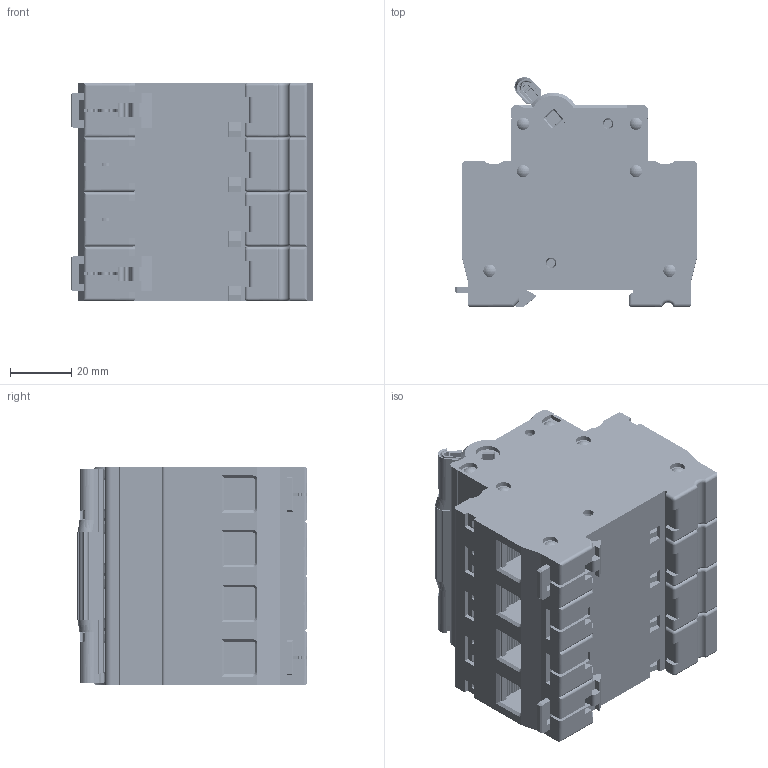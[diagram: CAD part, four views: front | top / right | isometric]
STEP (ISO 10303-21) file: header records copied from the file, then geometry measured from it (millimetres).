
FILE_DESCRIPTION(/* description */ (''),/* implementation_level */ '2;1');
FILE_NAME(/* name */ 'P1MS 4P 3D Drawing_001.stp',/* time_stamp */ '2020-07-10T16:32:19+02:00',/* author */ (''),/* organization */ (''),/* preprocessor_version */ 'ST-DEVELOPER v16',/* originating_system */ 'SIEMENS PLM Software NX 10.0',/* authorisation */ '');
FILE_SCHEMA (('CONFIG_CONTROL_DESIGN'));
Products named in the file (18): 8LD.024.130927611; 8LD.315.132626955; 8LD.557.120255913; 8LD.550.112425882; 8LD.557.120354453; 8LD.271.106130314; 8LD.288.14162788; 8LD.206.16201860; 8LD.206.15892658; 8LD.253.1230; 8LD.253.130329088; 8LD.206.14153852; 8LD.967.10053345; 8LD.206.27153902; 5LD.024.122279168; 5LD.551.12881737; 5LD.557.10481082; model1
Assembly tree (51 placements, depth 3):
  model1
    8LD.206.27153902  x4
    8LD.967.10053345  x6
    5LD.557.10481082  x4
      8LD.557.120354453
      8LD.550.112425882
    8LD.206.14153852  x6
    5LD.551.12881737  x4
      8LD.557.120255913
    8LD.253.130329088  x4
    8LD.253.1230
    8LD.206.15892658  x4
    8LD.206.16201860  x3
    8LD.288.14162788  x4
    5LD.024.122279168  x4
      8LD.315.132626955
      8LD.024.130927611
    8LD.271.106130314  x2
Bounding box: 79 x 75.14 x 71.2 mm (x, y, z)
Volume: 119306 mm3; surface area: 166138.5 mm2
Topology: 54 solids, 54 shells, 7245 faces, 19643 edges, 12708 vertices
Faces by surface type: plane 4428, cylinder 2112, torus 334, cone 164, bspline 139, sphere 68
Entity records: 70792 total; most frequent: CARTESIAN_POINT 16489, ORIENTED_EDGE 10870, DIRECTION 10704, EDGE_CURVE 5435, LINE 3866, VECTOR 3866, VERTEX_POINT 3533, AXIS2_PLACEMENT_3D 3419
